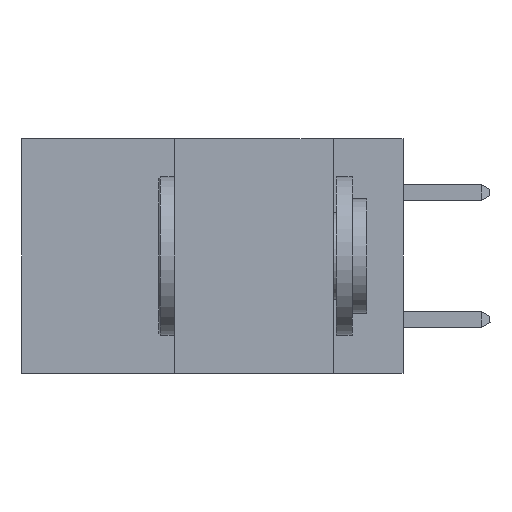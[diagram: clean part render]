
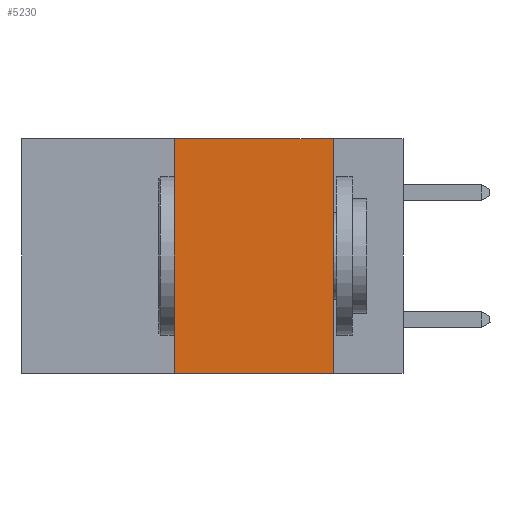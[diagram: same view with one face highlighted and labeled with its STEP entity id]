
A CAD part, left-side view. The second image highlights one B-rep face of the part: STEP entity #5230.
In plain terms, the highlighted planar face has unit normal (-1, 0, 0).
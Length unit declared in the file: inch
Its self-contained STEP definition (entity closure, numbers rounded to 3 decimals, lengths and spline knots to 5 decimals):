
#403 = CARTESIAN_POINT ( 'NONE',  ( 0., 0.36, -0.37 ) ) ;
#616 = VECTOR ( 'NONE', #12708, 39.37008 ) ;
#1414 = VERTEX_POINT ( 'NONE', #11894 ) ;
#1973 = VERTEX_POINT ( 'NONE', #10630 ) ;
#1982 = LINE ( 'NONE', #7714, #616 ) ;
#2460 = VECTOR ( 'NONE', #12645, 39.37008 ) ;
#2488 = CARTESIAN_POINT ( 'NONE',  ( 0., 0.11, 0. ) ) ;
#2842 = EDGE_CURVE ( 'NONE', #1414, #7582, #1982, .T. ) ;
#3244 = LINE ( 'NONE', #6323, #2460 ) ;
#3295 = CARTESIAN_POINT ( 'NONE',  ( 0., 0.6, 0. ) ) ;
#3979 = EDGE_LOOP ( 'NONE', ( #6557, #5802, #4767, #9992 ) ) ;
#4767 = ORIENTED_EDGE ( 'NONE', *, *, #13295, .F. ) ;
#4774 = CARTESIAN_POINT ( 'NONE',  ( 0., 0.36, 0. ) ) ;
#4931 = AXIS2_PLACEMENT_3D ( 'NONE', #3295, #11980, #14309 ) ;
#5230 = ADVANCED_FACE ( 'NONE', ( #8354 ), #10690, .F. ) ;
#5802 = ORIENTED_EDGE ( 'NONE', *, *, #2842, .F. ) ;
#6323 = CARTESIAN_POINT ( 'NONE',  ( 0., 0.11, 0. ) ) ;
#6557 = ORIENTED_EDGE ( 'NONE', *, *, #15933, .F. ) ;
#7201 = DIRECTION ( 'NONE',  ( 0., -1., 0. ) ) ;
#7370 = LINE ( 'NONE', #14713, #16162 ) ;
#7582 = VERTEX_POINT ( 'NONE', #2488 ) ;
#7714 = CARTESIAN_POINT ( 'NONE',  ( 0., 0.6, 0. ) ) ;
#8354 = FACE_OUTER_BOUND ( 'NONE', #3979, .T. ) ;
#9992 = ORIENTED_EDGE ( 'NONE', *, *, #15983, .T. ) ;
#10532 = LINE ( 'NONE', #4774, #12916 ) ;
#10630 = CARTESIAN_POINT ( 'NONE',  ( 0., 0.11, -0.37 ) ) ;
#10690 = PLANE ( 'NONE',  #4931 ) ;
#11894 = CARTESIAN_POINT ( 'NONE',  ( 0., 0.36, 0. ) ) ;
#11980 = DIRECTION ( 'NONE',  ( 1., 0., 0. ) ) ;
#12158 = VERTEX_POINT ( 'NONE', #403 ) ;
#12645 = DIRECTION ( 'NONE',  ( 0., 0., -1. ) ) ;
#12708 = DIRECTION ( 'NONE',  ( 0., -1., 0. ) ) ;
#12916 = VECTOR ( 'NONE', #14960, 39.37008 ) ;
#13295 = EDGE_CURVE ( 'NONE', #12158, #1414, #10532, .T. ) ;
#14309 = DIRECTION ( 'NONE',  ( 0., 0., -1. ) ) ;
#14713 = CARTESIAN_POINT ( 'NONE',  ( 0., 0.6, -0.37 ) ) ;
#14960 = DIRECTION ( 'NONE',  ( 0., 0., 1. ) ) ;
#15933 = EDGE_CURVE ( 'NONE', #7582, #1973, #3244, .T. ) ;
#15983 = EDGE_CURVE ( 'NONE', #12158, #1973, #7370, .T. ) ;
#16162 = VECTOR ( 'NONE', #7201, 39.37008 ) ;
